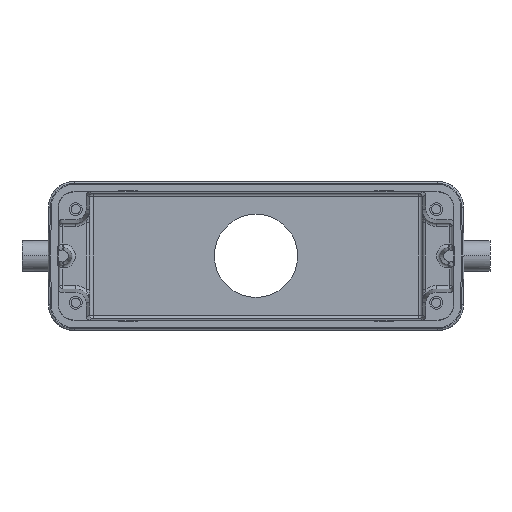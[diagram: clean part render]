
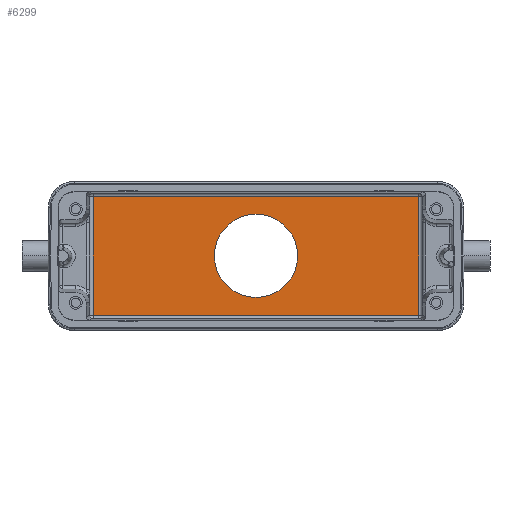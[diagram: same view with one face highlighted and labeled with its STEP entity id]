
A CAD part, front view. The second image highlights one B-rep face of the part: STEP entity #6299.
In plain terms, the highlighted planar face has unit normal (0, -1, 0).
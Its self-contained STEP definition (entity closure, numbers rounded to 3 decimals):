
#630=CARTESIAN_POINT('',(0.,52.,0.049));
#631=DIRECTION('',(0.,-1.,0.));
#632=DIRECTION('',(1.,0.,0.));
#633=AXIS2_PLACEMENT_3D('',#630,#631,#632);
#635=CARTESIAN_POINT('',(0.,52.,0.049));
#636=DIRECTION('',(0.,-1.,0.));
#637=DIRECTION('',(-1.,0.,0.));
#638=AXIS2_PLACEMENT_3D('',#635,#636,#637);
#640=DIRECTION('',(0.,0.,-1.));
#641=VECTOR('',#640,34.27);
#642=CARTESIAN_POINT('',(-47.,52.,17.135));
#643=LINE('',#642,#641);
#644=DIRECTION('',(1.,0.,0.));
#645=VECTOR('',#644,94.);
#646=CARTESIAN_POINT('',(-47.,52.,17.135));
#647=LINE('',#646,#645);
#648=DIRECTION('',(0.,0.,-1.));
#649=VECTOR('',#648,34.27);
#650=CARTESIAN_POINT('',(47.,52.,17.135));
#651=LINE('',#650,#649);
#652=DIRECTION('',(1.,0.,0.));
#653=VECTOR('',#652,94.);
#654=CARTESIAN_POINT('',(-47.,52.,-17.135));
#655=LINE('',#654,#653);
#4620=CARTESIAN_POINT('',(12.,52.,0.049));
#4621=CARTESIAN_POINT('',(-12.,52.,0.049));
#4622=VERTEX_POINT('',#4620);
#4623=VERTEX_POINT('',#4621);
#4844=CARTESIAN_POINT('',(-47.,52.,17.135));
#4845=VERTEX_POINT('',#4844);
#4862=CARTESIAN_POINT('',(-47.,52.,-17.135));
#4863=VERTEX_POINT('',#4862);
#4880=CARTESIAN_POINT('',(47.,52.,17.135));
#4881=VERTEX_POINT('',#4880);
#4898=CARTESIAN_POINT('',(47.,52.,-17.135));
#4899=VERTEX_POINT('',#4898);
#6280=CARTESIAN_POINT('',(57.,52.,-18.5));
#6281=DIRECTION('',(0.,1.,0.));
#6282=DIRECTION('',(1.,0.,0.));
#6283=AXIS2_PLACEMENT_3D('',#6280,#6281,#6282);
#6284=PLANE('',#6283);
#6286=ORIENTED_EDGE('',*,*,#6285,.F.);
#6288=ORIENTED_EDGE('',*,*,#6287,.T.);
#6290=ORIENTED_EDGE('',*,*,#6289,.T.);
#6292=ORIENTED_EDGE('',*,*,#6291,.F.);
#6293=EDGE_LOOP('',(#6286,#6288,#6290,#6292));
#6294=FACE_OUTER_BOUND('',#6293,.F.);
#6295=ORIENTED_EDGE('',*,*,#6259,.T.);
#6296=ORIENTED_EDGE('',*,*,#6273,.T.);
#6297=EDGE_LOOP('',(#6295,#6296));
#6298=FACE_BOUND('',#6297,.F.);
#634=CIRCLE('',#633,12.);
#639=CIRCLE('',#638,12.);
#6259=EDGE_CURVE('',#4622,#4623,#634,.T.);
#6273=EDGE_CURVE('',#4623,#4622,#639,.T.);
#6285=EDGE_CURVE('',#4845,#4863,#643,.T.);
#6287=EDGE_CURVE('',#4845,#4881,#647,.T.);
#6289=EDGE_CURVE('',#4881,#4899,#651,.T.);
#6291=EDGE_CURVE('',#4863,#4899,#655,.T.);
#6299=ADVANCED_FACE('',(#6294,#6298),#6284,.F.);
